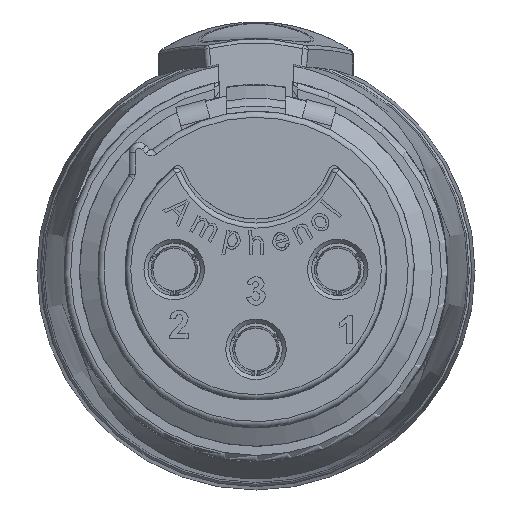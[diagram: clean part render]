
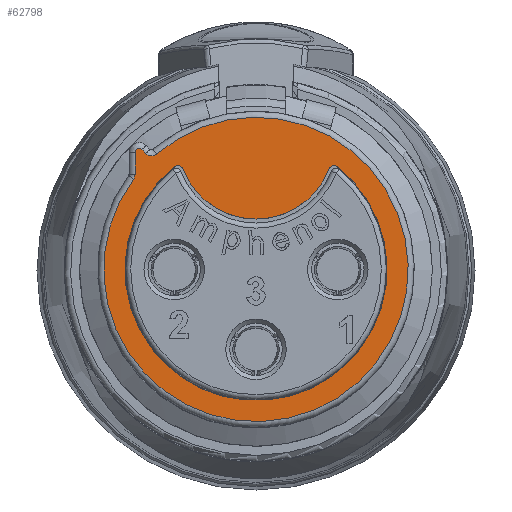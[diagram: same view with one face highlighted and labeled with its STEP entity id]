
A CAD part, top view. The second image highlights one B-rep face of the part: STEP entity #62798.
In plain terms, the highlighted planar face has unit normal (0, 0, 1).
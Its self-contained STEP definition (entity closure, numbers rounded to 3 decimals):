
#35755=CARTESIAN_POINT('',(4.027,5.103,0.0));
#35756=VERTEX_POINT('',#35755);
#35763=CARTESIAN_POINT('',(3.639,4.996,0.0));
#35764=VERTEX_POINT('',#35763);
#35765=CARTESIAN_POINT('',(3.872,4.906,0.0));
#35766=DIRECTION('',(0.0,0.0,1.0));
#35767=DIRECTION('',(-0.264,0.965,0.0));
#35768=AXIS2_PLACEMENT_3D('',#35765,#35766,#35767);
#35769=CIRCLE('',#35768,0.25);
#35770=EDGE_CURVE('',#35756,#35764,#35769,.T.);
#43269=CARTESIAN_POINT('',(-4.027,5.103,0.0));
#43270=VERTEX_POINT('',#43269);
#43277=CARTESIAN_POINT('',(0.0,0.0,0.0));
#43278=DIRECTION('',(0.0,0.0,-1.0));
#43279=DIRECTION('',(-1.0,0.0,0.0));
#43280=AXIS2_PLACEMENT_3D('',#43277,#43278,#43279);
#43281=CIRCLE('',#43280,6.5);
#43282=EDGE_CURVE('',#35756,#43270,#43281,.T.);
#62498=CARTESIAN_POINT('',(-6.076,4.481,0.0));
#62499=VERTEX_POINT('',#62498);
#62508=CARTESIAN_POINT('',(-4.921,5.726,0.0));
#62509=VERTEX_POINT('',#62508);
#62517=CARTESIAN_POINT('',(0.0,0.0,0.0));
#62518=DIRECTION('',(0.0,0.0,-1.0));
#62519=DIRECTION('',(0.733,-0.68,0.0));
#62520=AXIS2_PLACEMENT_3D('',#62517,#62518,#62519);
#62521=CIRCLE('',#62520,7.55);
#62522=EDGE_CURVE('',#62509,#62499,#62521,.T.);
#62532=CARTESIAN_POINT('',(-5.998,4.719,0.0));
#62533=VERTEX_POINT('',#62532);
#62551=CARTESIAN_POINT('',(-6.398,4.719,0.0));
#62552=DIRECTION('',(0.0,0.0,1.0));
#62553=DIRECTION('',(0.95,-0.312,0.0));
#62554=AXIS2_PLACEMENT_3D('',#62551,#62552,#62553);
#62555=CIRCLE('',#62554,0.4);
#62556=EDGE_CURVE('',#62499,#62533,#62555,.T.);
#62568=CARTESIAN_POINT('',(-5.464,5.747,0.0));
#62569=VERTEX_POINT('',#62568);
#62577=CARTESIAN_POINT('',(-5.181,6.03,0.0));
#62578=DIRECTION('',(0.0,0.0,1.0));
#62579=DIRECTION('',(-0.038,-0.999,0.0));
#62580=AXIS2_PLACEMENT_3D('',#62577,#62578,#62579);
#62581=CIRCLE('',#62580,0.4);
#62582=EDGE_CURVE('',#62569,#62509,#62581,.T.);
#62600=CARTESIAN_POINT('',(-5.998,5.798,0.0));
#62601=VERTEX_POINT('',#62600);
#62618=CARTESIAN_POINT('',(-5.998,4.719,0.0));
#62619=DIRECTION('',(0.0,1.0,0.0));
#62620=VECTOR('',#62619,1.08);
#62621=LINE('',#62618,#62620);
#62622=EDGE_CURVE('',#62533,#62601,#62621,.T.);
#62634=CARTESIAN_POINT('',(-5.657,5.94,0.0));
#62635=VERTEX_POINT('',#62634);
#62643=CARTESIAN_POINT('',(-5.657,5.94,0.0));
#62644=DIRECTION('',(0.707,-0.707,0.0));
#62645=VECTOR('',#62644,0.273);
#62646=LINE('',#62643,#62645);
#62647=EDGE_CURVE('',#62635,#62569,#62646,.T.);
#62713=CARTESIAN_POINT('',(-5.798,5.798,0.0));
#62714=DIRECTION('',(0.0,0.0,-1.0));
#62715=DIRECTION('',(-0.383,0.924,0.0));
#62716=AXIS2_PLACEMENT_3D('',#62713,#62714,#62715);
#62717=CIRCLE('',#62716,0.2);
#62718=EDGE_CURVE('',#62601,#62635,#62717,.T.);
#62765=CARTESIAN_POINT('',(-5.891,5.579,0.0));
#62766=DIRECTION('',(0.0,0.0,1.0));
#62767=DIRECTION('',(1.0,0.0,0.0));
#62768=AXIS2_PLACEMENT_3D('',#62765,#62766,#62767);
#62769=PLANE('',#62768);
#62770=ORIENTED_EDGE('',*,*,#62522,.F.);
#62771=ORIENTED_EDGE('',*,*,#62582,.F.);
#62772=ORIENTED_EDGE('',*,*,#62647,.F.);
#62773=ORIENTED_EDGE('',*,*,#62718,.F.);
#62774=ORIENTED_EDGE('',*,*,#62622,.F.);
#62775=ORIENTED_EDGE('',*,*,#62556,.F.);
#62776=EDGE_LOOP('',(#62770,#62771,#62772,#62773,#62774,#62775));
#62777=FACE_OUTER_BOUND('',#62776,.T.);
#62778=ORIENTED_EDGE('',*,*,#43282,.T.);
#62779=CARTESIAN_POINT('',(-3.639,4.996,0.0));
#62780=VERTEX_POINT('',#62779);
#62781=CARTESIAN_POINT('',(-3.872,4.906,0.0));
#62782=DIRECTION('',(0.0,0.0,1.0));
#62783=DIRECTION('',(0.264,0.965,0.0));
#62784=AXIS2_PLACEMENT_3D('',#62781,#62782,#62783);
#62785=CIRCLE('',#62784,0.25);
#62786=EDGE_CURVE('',#62780,#43270,#62785,.T.);
#62787=ORIENTED_EDGE('',*,*,#62786,.F.);
#62788=CARTESIAN_POINT('',(0.0,6.4,0.0));
#62789=DIRECTION('',(0.0,0.0,1.0));
#62790=DIRECTION('',(-0.96,-0.279,0.0));
#62791=AXIS2_PLACEMENT_3D('',#62788,#62789,#62790);
#62792=CIRCLE('',#62791,3.9);
#62793=EDGE_CURVE('',#62780,#35764,#62792,.T.);
#62794=ORIENTED_EDGE('',*,*,#62793,.T.);
#62795=ORIENTED_EDGE('',*,*,#35770,.F.);
#62796=EDGE_LOOP('',(#62778,#62787,#62794,#62795));
#62797=FACE_BOUND('',#62796,.T.);
#62798=ADVANCED_FACE('',(#62777,#62797),#62769,.T.);
